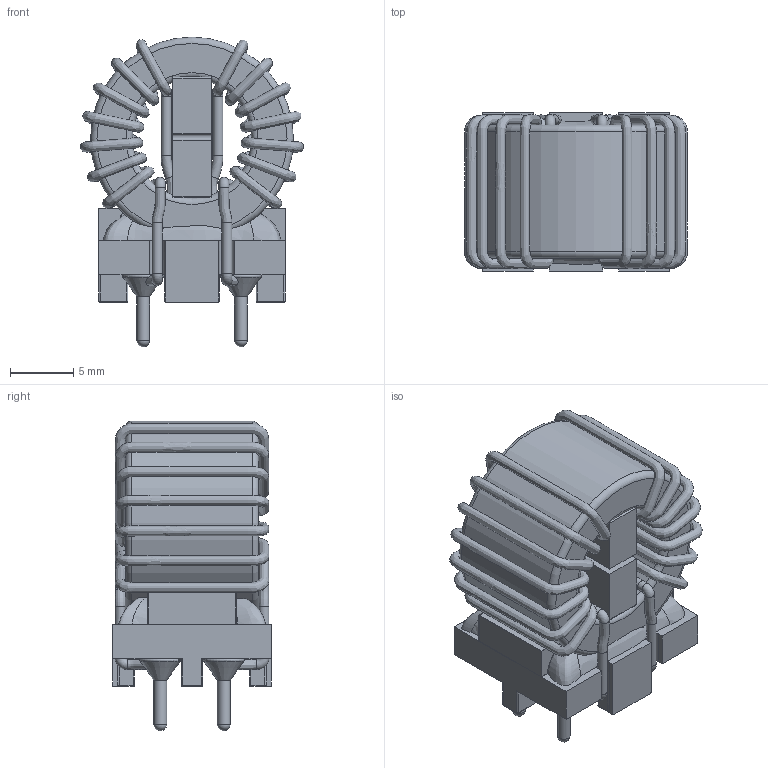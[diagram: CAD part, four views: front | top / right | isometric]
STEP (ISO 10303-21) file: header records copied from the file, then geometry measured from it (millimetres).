
FILE_DESCRIPTION( ( 'Unknown' ), '1' );
FILE_NAME( '744842742_S.stp', 'Unknown', ( 'Unknown' ), ( 'Unknown' ), 'PSStep 21.0.46', 'Unknown', ' ' );
FILE_SCHEMA( ( 'AUTOMOTIVE_DESIGN { 1 0 10303 214 1 1 1 1 }' ) );
Length unit declared in the file: millimetre
Products named in the file (11): Assem1; base; core; Spacer; Solderpoints; Glue
Assembly tree (10 placements, depth 2):
  Assem1
    base
    core
    core
    core
    Spacer
    Solderpoints
    Solderpoints
    Solderpoints
    Solderpoints
    Glue
Bounding box: 17.59 x 12.5 x 24.43 mm (x, y, z)
Volume: 2685.5 mm3; surface area: 4085.8 mm2
Topology: 10 solids, 10 shells, 262 faces, 659 edges, 409 vertices
Faces by surface type: plane 108, cylinder 72, bspline 34, torus 28, sphere 16, cone 4
Full cylindrical faces by diameter (mm): 0.8 x14, 1 x4, 9.4 x1, 16 x1
Entity records: 76382 total; most frequent: CARTESIAN_POINT 68508, ORIENTED_EDGE 1128, DIRECTION 1088, EDGE_CURVE 564, AXIS2_PLACEMENT_3D 415, VERTEX_POINT 398, EDGE_LOOP 340, FACE_OUTER_BOUND 318
